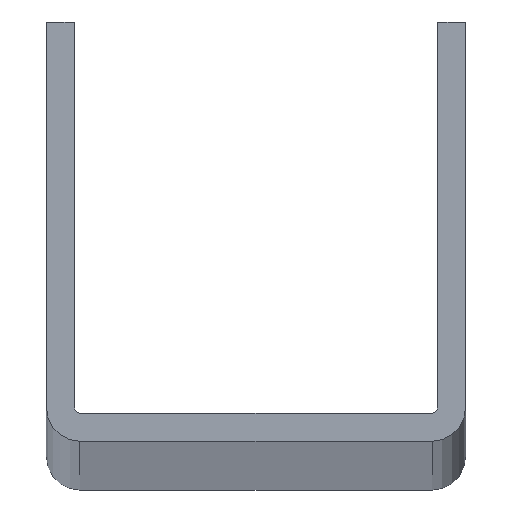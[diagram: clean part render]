
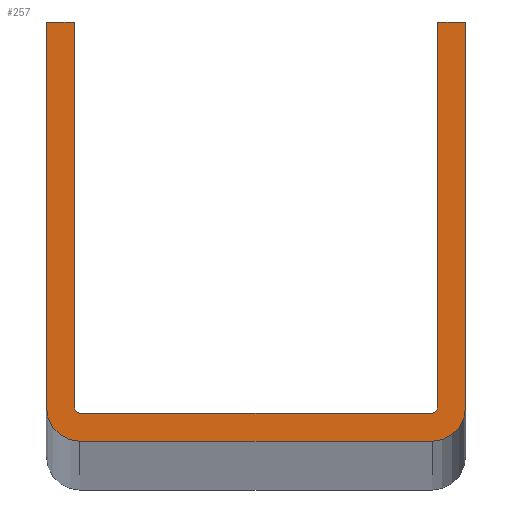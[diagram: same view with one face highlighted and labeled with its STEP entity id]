
A CAD part, top view. The second image highlights one B-rep face of the part: STEP entity #257.
In plain terms, the highlighted planar face has unit normal (0, 0, 1).
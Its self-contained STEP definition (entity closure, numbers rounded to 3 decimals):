
#3 = VERTEX_POINT ( 'NONE', #327 ) ;
#12 = CARTESIAN_POINT ( 'NONE',  ( -7.5, 1.2, 1000. ) ) ;
#16 = VECTOR ( 'NONE', #23, 1000. ) ;
#18 = DIRECTION ( 'NONE',  ( -1., 0., 0. ) ) ;
#23 = DIRECTION ( 'NONE',  ( 0., 1., 0. ) ) ;
#24 = CIRCLE ( 'NONE', #462, 0.2 ) ;
#27 = CARTESIAN_POINT ( 'NONE',  ( -6.3, 0., 1000. ) ) ;
#30 = EDGE_CURVE ( 'NONE', #358, #279, #123, .T. ) ;
#37 = LINE ( 'NONE', #456, #49 ) ;
#46 = CARTESIAN_POINT ( 'NONE',  ( -6.5, 15., 1000. ) ) ;
#49 = VECTOR ( 'NONE', #213, 1000. ) ;
#51 = EDGE_CURVE ( 'NONE', #274, #356, #321, .T. ) ;
#53 = ORIENTED_EDGE ( 'NONE', *, *, #142, .T. ) ;
#64 = AXIS2_PLACEMENT_3D ( 'NONE', #355, #397, #315 ) ;
#67 = VERTEX_POINT ( 'NONE', #260 ) ;
#71 = VERTEX_POINT ( 'NONE', #301 ) ;
#77 = DIRECTION ( 'NONE',  ( -1., 0., 0. ) ) ;
#79 = EDGE_CURVE ( 'NONE', #374, #3, #24, .T. ) ;
#101 = CARTESIAN_POINT ( 'NONE',  ( -6.3, 1.2, 1000. ) ) ;
#121 = DIRECTION ( 'NONE',  ( 1., 0., 0. ) ) ;
#123 = LINE ( 'NONE', #138, #415 ) ;
#138 = CARTESIAN_POINT ( 'NONE',  ( 7.5, 15., 1000. ) ) ;
#142 = EDGE_CURVE ( 'NONE', #3, #71, #239, .T. ) ;
#149 = ORIENTED_EDGE ( 'NONE', *, *, #309, .T. ) ;
#153 = EDGE_CURVE ( 'NONE', #279, #274, #191, .T. ) ;
#157 = ORIENTED_EDGE ( 'NONE', *, *, #271, .T. ) ;
#163 = CARTESIAN_POINT ( 'NONE',  ( 6.5, 15., 1000. ) ) ;
#168 = CARTESIAN_POINT ( 'NONE',  ( 6.3, 1., 1000. ) ) ;
#181 = LINE ( 'NONE', #509, #312 ) ;
#191 = LINE ( 'NONE', #163, #503 ) ;
#194 = ORIENTED_EDGE ( 'NONE', *, *, #332, .T. ) ;
#201 = DIRECTION ( 'NONE',  ( 0., 1., 0. ) ) ;
#203 = DIRECTION ( 'NONE',  ( 0., 0., -1. ) ) ;
#212 = AXIS2_PLACEMENT_3D ( 'NONE', #235, #280, #121 ) ;
#213 = DIRECTION ( 'NONE',  ( 0., -1., 0. ) ) ;
#214 = DIRECTION ( 'NONE',  ( -1., 0., 0. ) ) ;
#218 = LINE ( 'NONE', #256, #465 ) ;
#219 = DIRECTION ( 'NONE',  ( 0., 0., -1. ) ) ;
#235 = CARTESIAN_POINT ( 'NONE',  ( -6.3, 1.2, 1000. ) ) ;
#239 = LINE ( 'NONE', #46, #426 ) ;
#240 = DIRECTION ( 'NONE',  ( 0., -1., 0. ) ) ;
#243 = EDGE_CURVE ( 'NONE', #356, #374, #439, .T. ) ;
#254 = CARTESIAN_POINT ( 'NONE',  ( 7.5, 1.2, 1000. ) ) ;
#256 = CARTESIAN_POINT ( 'NONE',  ( -6.3, 0., 1000. ) ) ;
#257 = ADVANCED_FACE ( 'NONE', ( #339 ), #330, .F. ) ;
#260 = CARTESIAN_POINT ( 'NONE',  ( 7.5, 1.2, 1000. ) ) ;
#268 = ORIENTED_EDGE ( 'NONE', *, *, #387, .T. ) ;
#271 = EDGE_CURVE ( 'NONE', #478, #364, #403, .T. ) ;
#272 = CIRCLE ( 'NONE', #64, 1.2 ) ;
#274 = VERTEX_POINT ( 'NONE', #362 ) ;
#279 = VERTEX_POINT ( 'NONE', #484 ) ;
#280 = DIRECTION ( 'NONE',  ( 0., 0., 1. ) ) ;
#301 = CARTESIAN_POINT ( 'NONE',  ( -6.5, 15., 1000. ) ) ;
#309 = EDGE_CURVE ( 'NONE', #364, #461, #218, .T. ) ;
#312 = VECTOR ( 'NONE', #77, 1000. ) ;
#315 = DIRECTION ( 'NONE',  ( -1., 0., 0. ) ) ;
#318 = ORIENTED_EDGE ( 'NONE', *, *, #79, .T. ) ;
#321 = CIRCLE ( 'NONE', #382, 0.2 ) ;
#324 = EDGE_LOOP ( 'NONE', ( #421, #345, #331, #423, #318, #53, #464, #268, #157, #149, #459, #194 ) ) ;
#327 = CARTESIAN_POINT ( 'NONE',  ( -6.5, 1.2, 1000. ) ) ;
#330 = PLANE ( 'NONE',  #425 ) ;
#331 = ORIENTED_EDGE ( 'NONE', *, *, #51, .T. ) ;
#332 = EDGE_CURVE ( 'NONE', #67, #358, #363, .T. ) ;
#335 = CARTESIAN_POINT ( 'NONE',  ( -6.3, 1., 1000. ) ) ;
#339 = FACE_OUTER_BOUND ( 'NONE', #324, .T. ) ;
#341 = DIRECTION ( 'NONE',  ( 1., 0., 0. ) ) ;
#345 = ORIENTED_EDGE ( 'NONE', *, *, #153, .T. ) ;
#353 = CARTESIAN_POINT ( 'NONE',  ( 6.3, 0., 1000. ) ) ;
#355 = CARTESIAN_POINT ( 'NONE',  ( 6.3, 1.2, 1000. ) ) ;
#356 = VERTEX_POINT ( 'NONE', #420 ) ;
#358 = VERTEX_POINT ( 'NONE', #494 ) ;
#362 = CARTESIAN_POINT ( 'NONE',  ( 6.5, 1.2, 1000. ) ) ;
#363 = LINE ( 'NONE', #254, #16 ) ;
#364 = VERTEX_POINT ( 'NONE', #27 ) ;
#373 = CARTESIAN_POINT ( 'NONE',  ( 6.3, 1.2, 1000. ) ) ;
#374 = VERTEX_POINT ( 'NONE', #335 ) ;
#382 = AXIS2_PLACEMENT_3D ( 'NONE', #454, #219, #214 ) ;
#383 = CARTESIAN_POINT ( 'NONE',  ( -7.5, 15., 1000. ) ) ;
#387 = EDGE_CURVE ( 'NONE', #389, #478, #37, .T. ) ;
#389 = VERTEX_POINT ( 'NONE', #383 ) ;
#395 = VECTOR ( 'NONE', #18, 1000. ) ;
#397 = DIRECTION ( 'NONE',  ( 0., 0., 1. ) ) ;
#402 = DIRECTION ( 'NONE',  ( -1., 0., 0. ) ) ;
#403 = CIRCLE ( 'NONE', #212, 1.2 ) ;
#412 = DIRECTION ( 'NONE',  ( 1., 0., 0. ) ) ;
#415 = VECTOR ( 'NONE', #495, 1000. ) ;
#420 = CARTESIAN_POINT ( 'NONE',  ( 6.3, 1., 1000. ) ) ;
#421 = ORIENTED_EDGE ( 'NONE', *, *, #30, .T. ) ;
#423 = ORIENTED_EDGE ( 'NONE', *, *, #243, .T. ) ;
#425 = AXIS2_PLACEMENT_3D ( 'NONE', #373, #203, #402 ) ;
#426 = VECTOR ( 'NONE', #201, 1000. ) ;
#439 = LINE ( 'NONE', #168, #395 ) ;
#441 = EDGE_CURVE ( 'NONE', #71, #389, #181, .T. ) ;
#454 = CARTESIAN_POINT ( 'NONE',  ( 6.3, 1.2, 1000. ) ) ;
#456 = CARTESIAN_POINT ( 'NONE',  ( -7.5, 1.2, 1000. ) ) ;
#459 = ORIENTED_EDGE ( 'NONE', *, *, #468, .T. ) ;
#461 = VERTEX_POINT ( 'NONE', #353 ) ;
#462 = AXIS2_PLACEMENT_3D ( 'NONE', #101, #496, #341 ) ;
#464 = ORIENTED_EDGE ( 'NONE', *, *, #441, .T. ) ;
#465 = VECTOR ( 'NONE', #412, 1000. ) ;
#468 = EDGE_CURVE ( 'NONE', #461, #67, #272, .T. ) ;
#478 = VERTEX_POINT ( 'NONE', #12 ) ;
#484 = CARTESIAN_POINT ( 'NONE',  ( 6.5, 15., 1000. ) ) ;
#494 = CARTESIAN_POINT ( 'NONE',  ( 7.5, 15., 1000. ) ) ;
#495 = DIRECTION ( 'NONE',  ( -1., 0., 0. ) ) ;
#496 = DIRECTION ( 'NONE',  ( 0., 0., -1. ) ) ;
#503 = VECTOR ( 'NONE', #240, 1000. ) ;
#509 = CARTESIAN_POINT ( 'NONE',  ( -7.5, 15., 1000. ) ) ;
